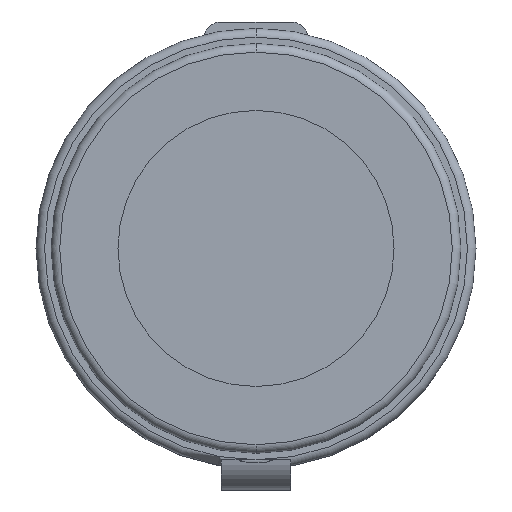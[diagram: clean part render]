
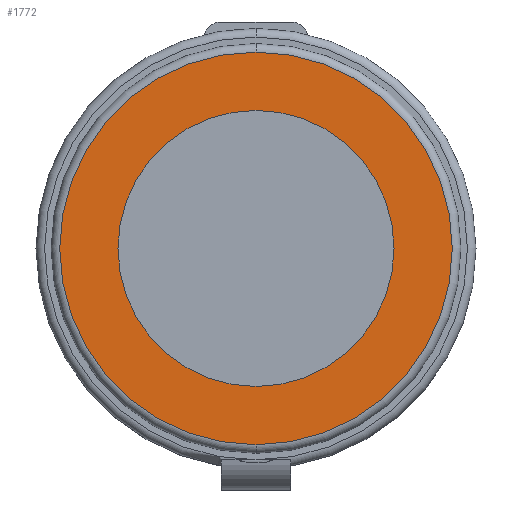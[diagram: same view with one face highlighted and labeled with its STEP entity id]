
A CAD part, front view. The second image highlights one B-rep face of the part: STEP entity #1772.
In plain terms, the highlighted planar face has unit normal (0, -1, 0).
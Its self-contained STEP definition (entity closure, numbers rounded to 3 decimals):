
#21 = CARTESIAN_POINT ( 'NONE',  ( 0., 0., 0. ) ) ;
#125 = EDGE_CURVE ( 'NONE', #550, #645, #1579, .T. ) ;
#162 = VERTEX_POINT ( 'NONE', #1026 ) ;
#282 = ORIENTED_EDGE ( 'NONE', *, *, #910, .T. ) ;
#306 = DIRECTION ( 'NONE',  ( 0., -1., 0. ) ) ;
#394 = DIRECTION ( 'NONE',  ( 0., -1., 0. ) ) ;
#401 = AXIS2_PLACEMENT_3D ( 'NONE', #564, #1983, #1680 ) ;
#406 = FACE_BOUND ( 'NONE', #1051, .T. ) ;
#462 = CARTESIAN_POINT ( 'NONE',  ( 0., 0., 0. ) ) ;
#513 = ORIENTED_EDGE ( 'NONE', *, *, #125, .T. ) ;
#550 = VERTEX_POINT ( 'NONE', #1154 ) ;
#564 = CARTESIAN_POINT ( 'NONE',  ( 0., 0., 0. ) ) ;
#615 = DIRECTION ( 'NONE',  ( 0., 0., -1. ) ) ;
#645 = VERTEX_POINT ( 'NONE', #1978 ) ;
#722 = FACE_OUTER_BOUND ( 'NONE', #995, .T. ) ;
#738 = CARTESIAN_POINT ( 'NONE',  ( 0., 0., 0. ) ) ;
#744 = CARTESIAN_POINT ( 'NONE',  ( 0., 0., 0. ) ) ;
#766 = CIRCLE ( 'NONE', #1133, 22.75 ) ;
#862 = VERTEX_POINT ( 'NONE', #1261 ) ;
#910 = EDGE_CURVE ( 'NONE', #645, #550, #766, .T. ) ;
#915 = DIRECTION ( 'NONE',  ( 0., 1., 0. ) ) ;
#942 = DIRECTION ( 'NONE',  ( 0., 0., 1. ) ) ;
#995 = EDGE_LOOP ( 'NONE', ( #513, #282 ) ) ;
#1026 = CARTESIAN_POINT ( 'NONE',  ( 0., 0., 16. ) ) ;
#1051 = EDGE_LOOP ( 'NONE', ( #1155, #1250 ) ) ;
#1097 = CIRCLE ( 'NONE', #1743, 16. ) ;
#1133 = AXIS2_PLACEMENT_3D ( 'NONE', #21, #306, #942 ) ;
#1154 = CARTESIAN_POINT ( 'NONE',  ( 0., 0., 22.75 ) ) ;
#1155 = ORIENTED_EDGE ( 'NONE', *, *, #1254, .F. ) ;
#1250 = ORIENTED_EDGE ( 'NONE', *, *, #1704, .F. ) ;
#1254 = EDGE_CURVE ( 'NONE', #862, #162, #1097, .T. ) ;
#1261 = CARTESIAN_POINT ( 'NONE',  ( 0., 0., -16. ) ) ;
#1355 = PLANE ( 'NONE',  #1668 ) ;
#1368 = DIRECTION ( 'NONE',  ( 0., 0., 1. ) ) ;
#1578 = AXIS2_PLACEMENT_3D ( 'NONE', #738, #394, #1368 ) ;
#1579 = CIRCLE ( 'NONE', #1578, 22.75 ) ;
#1668 = AXIS2_PLACEMENT_3D ( 'NONE', #744, #915, #1670 ) ;
#1670 = DIRECTION ( 'NONE',  ( 0., 0., 1. ) ) ;
#1680 = DIRECTION ( 'NONE',  ( 0., 0., -1. ) ) ;
#1704 = EDGE_CURVE ( 'NONE', #162, #862, #1781, .T. ) ;
#1743 = AXIS2_PLACEMENT_3D ( 'NONE', #462, #1844, #615 ) ;
#1772 = ADVANCED_FACE ( 'NONE', ( #406, #722 ), #1355, .F. ) ;
#1781 = CIRCLE ( 'NONE', #401, 16. ) ;
#1844 = DIRECTION ( 'NONE',  ( 0., -1., 0. ) ) ;
#1978 = CARTESIAN_POINT ( 'NONE',  ( 0., 0., -22.75 ) ) ;
#1983 = DIRECTION ( 'NONE',  ( 0., -1., 0. ) ) ;
